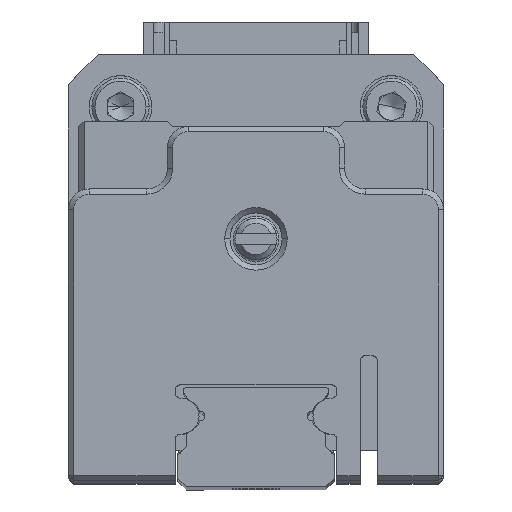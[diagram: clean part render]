
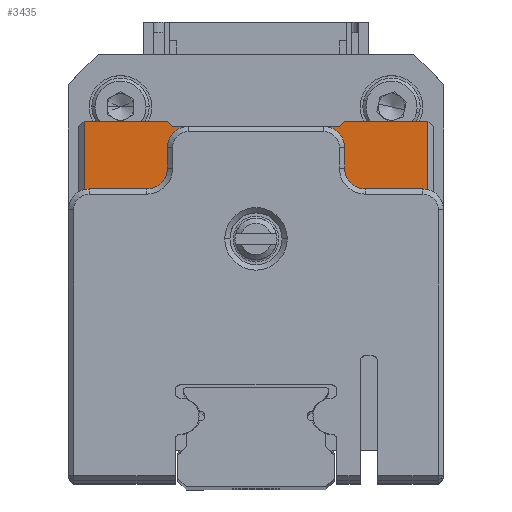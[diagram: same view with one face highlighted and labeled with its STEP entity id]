
A CAD part, top view. The second image highlights one B-rep face of the part: STEP entity #3435.
In plain terms, the highlighted planar face has unit normal (0, 0, 1).
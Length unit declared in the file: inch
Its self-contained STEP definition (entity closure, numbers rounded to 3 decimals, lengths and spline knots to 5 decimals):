
#415 = ORIENTED_EDGE ( 'NONE', *, *, #4046, .F. ) ;
#440 = VECTOR ( 'NONE', #16549, 39.37008 ) ;
#538 = EDGE_CURVE ( 'NONE', #6123, #17185, #16305, .T. ) ;
#612 = ORIENTED_EDGE ( 'NONE', *, *, #16662, .T. ) ;
#788 = VECTOR ( 'NONE', #5416, 39.37008 ) ;
#1110 = DIRECTION ( 'NONE',  ( 1., 0., 0. ) ) ;
#1206 = VERTEX_POINT ( 'NONE', #13598 ) ;
#1321 = DIRECTION ( 'NONE',  ( 1., 0., 0. ) ) ;
#1432 = ORIENTED_EDGE ( 'NONE', *, *, #15913, .F. ) ;
#1460 = DIRECTION ( 'NONE',  ( 1., 0., 0. ) ) ;
#1515 = ORIENTED_EDGE ( 'NONE', *, *, #20332, .T. ) ;
#1815 = CARTESIAN_POINT ( 'NONE',  ( 0.21977, 0.23287, 3.87795 ) ) ;
#2520 = FACE_BOUND ( 'NONE', #13498, .T. ) ;
#2755 = ORIENTED_EDGE ( 'NONE', *, *, #9321, .T. ) ;
#2767 = CARTESIAN_POINT ( 'NONE',  ( -0.27236, 0.66397, 3.87795 ) ) ;
#2975 = EDGE_CURVE ( 'NONE', #3048, #11997, #16205, .T. ) ;
#3004 = CARTESIAN_POINT ( 'NONE',  ( 0.23552, 0.23129, 3.87795 ) ) ;
#3048 = VERTEX_POINT ( 'NONE', #7701 ) ;
#3435 = ADVANCED_FACE ( 'NONE', ( #11655, #2520, #16721 ), #10521, .F. ) ;
#3484 = CARTESIAN_POINT ( 'NONE',  ( -0.15031, 0.23129, 3.87795 ) ) ;
#3761 = EDGE_CURVE ( 'NONE', #21986, #1206, #17138, .T. ) ;
#3873 = ORIENTED_EDGE ( 'NONE', *, *, #8963, .T. ) ;
#4046 = EDGE_CURVE ( 'NONE', #3048, #15995, #6666, .T. ) ;
#4296 = VERTEX_POINT ( 'NONE', #8603 ) ;
#4493 = CARTESIAN_POINT ( 'NONE',  ( -0.607, -0.05454, 3.87795 ) ) ;
#5011 = AXIS2_PLACEMENT_3D ( 'NONE', #15687, #19127, #8866 ) ;
#5264 = CIRCLE ( 'NONE', #13095, 0.08268 ) ;
#5416 = DIRECTION ( 'NONE',  ( 0., -1., 0. ) ) ;
#5538 = DIRECTION ( 'NONE',  ( 0., 1., 0. ) ) ;
#5638 = EDGE_CURVE ( 'NONE', #10589, #4296, #5264, .T. ) ;
#5831 = CARTESIAN_POINT ( 'NONE',  ( 0.35756, 0.66397, 3.87795 ) ) ;
#5843 = CARTESIAN_POINT ( 'NONE',  ( 0.69221, 0.68365, 3.87795 ) ) ;
#5845 = VECTOR ( 'NONE', #13655, 39.37008 ) ;
#5895 = LINE ( 'NONE', #20633, #14481 ) ;
#5950 = ORIENTED_EDGE ( 'NONE', *, *, #17956, .T. ) ;
#5983 = VECTOR ( 'NONE', #18216, 39.37008 ) ;
#6123 = VERTEX_POINT ( 'NONE', #3004 ) ;
#6219 = VERTEX_POINT ( 'NONE', #6659 ) ;
#6384 = LINE ( 'NONE', #22044, #5845 ) ;
#6558 = VECTOR ( 'NONE', #14382, 39.37008 ) ;
#6659 = CARTESIAN_POINT ( 'NONE',  ( -0.27236, 0.66397, 3.87795 ) ) ;
#6666 = LINE ( 'NONE', #21374, #19804 ) ;
#6748 = EDGE_CURVE ( 'NONE', #17185, #6123, #8178, .T. ) ;
#6796 = DIRECTION ( 'NONE',  ( 0., 0., 1. ) ) ;
#6975 = VERTEX_POINT ( 'NONE', #1815 ) ;
#7041 = ORIENTED_EDGE ( 'NONE', *, *, #16846, .F. ) ;
#7260 = ORIENTED_EDGE ( 'NONE', *, *, #5638, .F. ) ;
#7701 = CARTESIAN_POINT ( 'NONE',  ( 0.37725, 0.68365, 3.87795 ) ) ;
#7845 = CARTESIAN_POINT ( 'NONE',  ( 0.40087, 0.23129, 3.87795 ) ) ;
#7927 = CIRCLE ( 'NONE', #14437, 0.17717 ) ;
#8106 = ORIENTED_EDGE ( 'NONE', *, *, #21601, .T. ) ;
#8178 = CIRCLE ( 'NONE', #19817, 0.08268 ) ;
#8268 = CARTESIAN_POINT ( 'NONE',  ( 0.0426, 0.23287, 3.87795 ) ) ;
#8603 = CARTESIAN_POINT ( 'NONE',  ( -0.31566, 0.23129, 3.87795 ) ) ;
#8866 = DIRECTION ( 'NONE',  ( -1., 0., 0. ) ) ;
#8953 = EDGE_CURVE ( 'NONE', #6219, #11997, #9480, .T. ) ;
#8963 = EDGE_CURVE ( 'NONE', #10465, #21986, #17520, .T. ) ;
#9291 = DIRECTION ( 'NONE',  ( 0., 1., 0. ) ) ;
#9321 = EDGE_CURVE ( 'NONE', #14254, #16948, #15627, .T. ) ;
#9372 = VECTOR ( 'NONE', #9291, 39.37008 ) ;
#9432 = DIRECTION ( 'NONE',  ( 1., 0., 0. ) ) ;
#9480 = LINE ( 'NONE', #2767, #440 ) ;
#9977 = DIRECTION ( 'NONE',  ( -1., 0., 0. ) ) ;
#10040 = ORIENTED_EDGE ( 'NONE', *, *, #8953, .F. ) ;
#10153 = CARTESIAN_POINT ( 'NONE',  ( -0.29204, 0.68365, 3.87795 ) ) ;
#10435 = DIRECTION ( 'NONE',  ( 0., 0., 1. ) ) ;
#10465 = VERTEX_POINT ( 'NONE', #21938 ) ;
#10471 = CARTESIAN_POINT ( 'NONE',  ( 0.69221, -0.05454, 3.87795 ) ) ;
#10521 = PLANE ( 'NONE',  #5011 ) ;
#10589 = VERTEX_POINT ( 'NONE', #3484 ) ;
#10632 = CARTESIAN_POINT ( 'NONE',  ( 0.69221, 0.68365, 3.87795 ) ) ;
#10667 = EDGE_CURVE ( 'NONE', #1206, #18596, #15031, .T. ) ;
#10923 = CARTESIAN_POINT ( 'NONE',  ( 0.35756, 0.66397, 3.87795 ) ) ;
#11018 = VECTOR ( 'NONE', #5538, 39.37008 ) ;
#11353 = DIRECTION ( 'NONE',  ( 0., 0., 1. ) ) ;
#11655 = FACE_BOUND ( 'NONE', #15039, .T. ) ;
#11738 = DIRECTION ( 'NONE',  ( 0., 0., 1. ) ) ;
#11997 = VERTEX_POINT ( 'NONE', #10923 ) ;
#12778 = ORIENTED_EDGE ( 'NONE', *, *, #3761, .T. ) ;
#13095 = AXIS2_PLACEMENT_3D ( 'NONE', #21905, #11738, #1460 ) ;
#13117 = EDGE_LOOP ( 'NONE', ( #10040, #5950, #1432, #3873, #12778, #22043, #8106, #1515, #2755, #612, #415, #20025 ) ) ;
#13219 = ORIENTED_EDGE ( 'NONE', *, *, #6748, .F. ) ;
#13480 = VERTEX_POINT ( 'NONE', #10153 ) ;
#13498 = EDGE_LOOP ( 'NONE', ( #7260, #7041 ) ) ;
#13598 = CARTESIAN_POINT ( 'NONE',  ( -0.13456, -0.05454, 3.87795 ) ) ;
#13655 = DIRECTION ( 'NONE',  ( -0.707, 0.707, 0. ) ) ;
#13896 = DIRECTION ( 'NONE',  ( 1., 0., 0. ) ) ;
#13949 = LINE ( 'NONE', #5843, #9372 ) ;
#14254 = VERTEX_POINT ( 'NONE', #18947 ) ;
#14382 = DIRECTION ( 'NONE',  ( -0.707, -0.707, 0. ) ) ;
#14432 = LINE ( 'NONE', #20755, #788 ) ;
#14437 = AXIS2_PLACEMENT_3D ( 'NONE', #8268, #20242, #9977 ) ;
#14481 = VECTOR ( 'NONE', #18944, 39.37008 ) ;
#14918 = CARTESIAN_POINT ( 'NONE',  ( -0.607, 0.68365, 3.87795 ) ) ;
#15031 = LINE ( 'NONE', #15784, #11018 ) ;
#15039 = EDGE_LOOP ( 'NONE', ( #13219, #19037 ) ) ;
#15316 = AXIS2_PLACEMENT_3D ( 'NONE', #17069, #6796, #18784 ) ;
#15546 = CARTESIAN_POINT ( 'NONE',  ( -0.13456, 0.23287, 3.87795 ) ) ;
#15627 = LINE ( 'NONE', #16521, #5983 ) ;
#15687 = CARTESIAN_POINT ( 'NONE',  ( -0.62669, 0.68365, 3.87795 ) ) ;
#15784 = CARTESIAN_POINT ( 'NONE',  ( -0.13456, -0.07422, 3.87795 ) ) ;
#15913 = EDGE_CURVE ( 'NONE', #10465, #13480, #5895, .T. ) ;
#15995 = VERTEX_POINT ( 'NONE', #10632 ) ;
#16205 = LINE ( 'NONE', #5831, #6558 ) ;
#16305 = CIRCLE ( 'NONE', #18169, 0.08268 ) ;
#16521 = CARTESIAN_POINT ( 'NONE',  ( -0.62669, -0.05454, 3.87795 ) ) ;
#16549 = DIRECTION ( 'NONE',  ( 1., 0., 0. ) ) ;
#16662 = EDGE_CURVE ( 'NONE', #16948, #15995, #13949, .T. ) ;
#16721 = FACE_OUTER_BOUND ( 'NONE', #13117, .T. ) ;
#16846 = EDGE_CURVE ( 'NONE', #4296, #10589, #18743, .T. ) ;
#16948 = VERTEX_POINT ( 'NONE', #10471 ) ;
#17069 = CARTESIAN_POINT ( 'NONE',  ( -0.23299, 0.23129, 3.87795 ) ) ;
#17138 = LINE ( 'NONE', #18357, #21126 ) ;
#17185 = VERTEX_POINT ( 'NONE', #7845 ) ;
#17520 = LINE ( 'NONE', #14918, #22013 ) ;
#17956 = EDGE_CURVE ( 'NONE', #6219, #13480, #6384, .T. ) ;
#18169 = AXIS2_PLACEMENT_3D ( 'NONE', #21382, #10435, #13896 ) ;
#18216 = DIRECTION ( 'NONE',  ( 1., 0., 0. ) ) ;
#18357 = CARTESIAN_POINT ( 'NONE',  ( -0.62669, -0.05454, 3.87795 ) ) ;
#18596 = VERTEX_POINT ( 'NONE', #15546 ) ;
#18743 = CIRCLE ( 'NONE', #15316, 0.08268 ) ;
#18784 = DIRECTION ( 'NONE',  ( 1., 0., 0. ) ) ;
#18944 = DIRECTION ( 'NONE',  ( 1., 0., 0. ) ) ;
#18947 = CARTESIAN_POINT ( 'NONE',  ( 0.21977, -0.05454, 3.87795 ) ) ;
#19037 = ORIENTED_EDGE ( 'NONE', *, *, #538, .F. ) ;
#19127 = DIRECTION ( 'NONE',  ( 0., 0., -1. ) ) ;
#19804 = VECTOR ( 'NONE', #9432, 39.37008 ) ;
#19817 = AXIS2_PLACEMENT_3D ( 'NONE', #21551, #11353, #1110 ) ;
#20001 = DIRECTION ( 'NONE',  ( 0., -1., 0. ) ) ;
#20025 = ORIENTED_EDGE ( 'NONE', *, *, #2975, .T. ) ;
#20242 = DIRECTION ( 'NONE',  ( 0., 0., -1. ) ) ;
#20332 = EDGE_CURVE ( 'NONE', #6975, #14254, #14432, .T. ) ;
#20633 = CARTESIAN_POINT ( 'NONE',  ( -0.62669, 0.68365, 3.87795 ) ) ;
#20755 = CARTESIAN_POINT ( 'NONE',  ( 0.21977, 0.23287, 3.87795 ) ) ;
#21126 = VECTOR ( 'NONE', #1321, 39.37008 ) ;
#21374 = CARTESIAN_POINT ( 'NONE',  ( -0.62669, 0.68365, 3.87795 ) ) ;
#21382 = CARTESIAN_POINT ( 'NONE',  ( 0.31819, 0.23129, 3.87795 ) ) ;
#21551 = CARTESIAN_POINT ( 'NONE',  ( 0.31819, 0.23129, 3.87795 ) ) ;
#21601 = EDGE_CURVE ( 'NONE', #18596, #6975, #7927, .T. ) ;
#21905 = CARTESIAN_POINT ( 'NONE',  ( -0.23299, 0.23129, 3.87795 ) ) ;
#21938 = CARTESIAN_POINT ( 'NONE',  ( -0.607, 0.68365, 3.87795 ) ) ;
#21986 = VERTEX_POINT ( 'NONE', #4493 ) ;
#22013 = VECTOR ( 'NONE', #20001, 39.37008 ) ;
#22043 = ORIENTED_EDGE ( 'NONE', *, *, #10667, .T. ) ;
#22044 = CARTESIAN_POINT ( 'NONE',  ( -0.27236, 0.66397, 3.87795 ) ) ;
